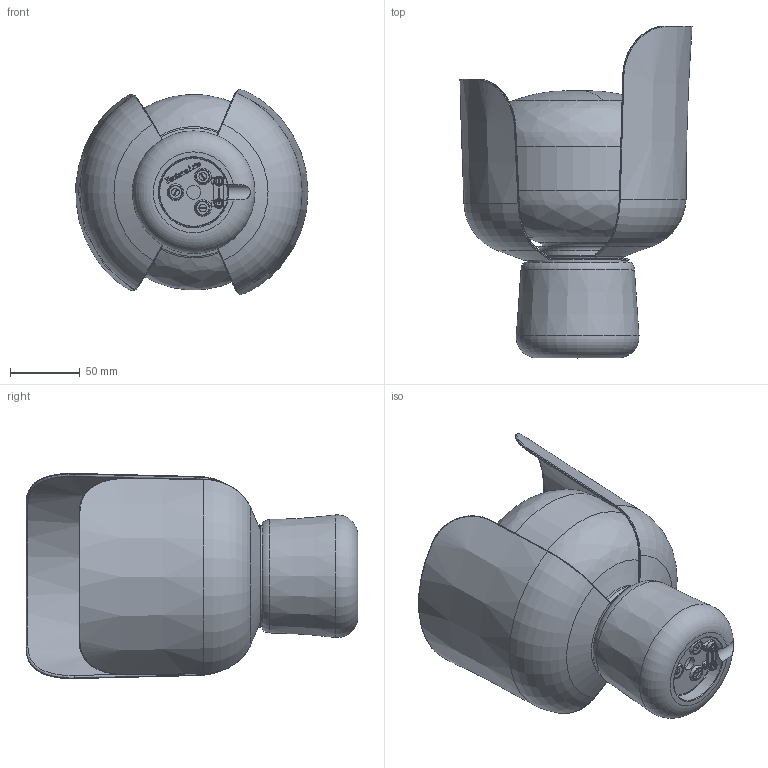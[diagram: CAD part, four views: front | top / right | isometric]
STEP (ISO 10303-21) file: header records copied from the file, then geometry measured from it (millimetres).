
FILE_DESCRIPTION(/* description */ (''),/* implementation_level */ '2;1');
FILE_NAME(/* name */ 'F425305350xxNE.stp',/* time_stamp */ '2020-01-13T14:26:40+01:00',/* author */ ('sghezzi'),/* organization */ (''),/* preprocessor_version */ 'ST-DEVELOPER v17.2',/* originating_system */ 'Autodesk Inventor 2019',/* authorisation */ '');
FILE_SCHEMA (('AUTOMOTIVE_DESIGN { 1 0 10303 214 3 1 1 }'));
Length unit declared in the file: millimetre
Products named in the file (12): F425305350xxNE; 007425304; 003425350; 003425360; 003425320; 003425310; 003425304; 003425330; 006542902_BLOCCACAVO_5922-3-16_2FORI_D3_NyBi; DIN ISO 1481 - C ST2,9 x 9,5 - C; DIN EN ISO 2009 M3 x 10; DIN 439-2 - sostituito da DIN EN 24035_28675 M3
Assembly tree (16 placements, depth 2):
  F425305350xxNE
    007425304
    003425350
    003425360
    003425320
    003425310
    003425304
    003425330
    006542902_BLOCCACAVO_5922-3-16_2FORI_D3_NyBi
    DIN ISO 1481 - C ST2,9 x 9,5 - C  x2
    DIN EN ISO 2009 M3 x 10  x3
    DIN 439-2 - sostituito da DIN EN 24035_28675 M3  x3
Bounding box: 165.98 x 237.28 x 146.81 mm (x, y, z)
Volume: 528911.2 mm3; surface area: 320554.5 mm2
Topology: 16 solids, 16 shells, 1071 faces, 2996 edges, 1974 vertices
Faces by surface type: plane 454, cylinder 373, cone 116, bspline 86, torus 42
Full cylindrical faces by diameter (mm): 2.387 x3, 2.459 x3, 2.9 x2, 3 x3, 3.1 x2, 4 x3, 5.6 x2, 10.05 x1, 44 x1, 46 x1, 48 x1, 50 x1, 54 x2, 56 x2, 70 x1, 134 x1, 140 x1
Entity records: 42633 total; most frequent: CARTESIAN_POINT 15500, DIRECTION 5718, ORIENTED_EDGE 5688, EDGE_CURVE 2844, AXIS2_PLACEMENT_3D 2185, VERTEX_POINT 1875, LINE 1348, VECTOR 1348
